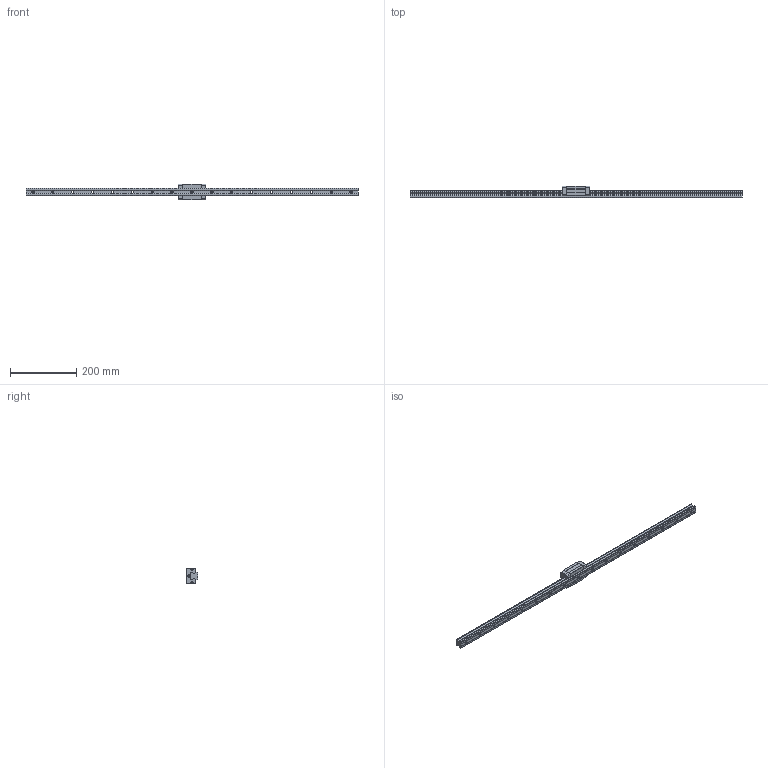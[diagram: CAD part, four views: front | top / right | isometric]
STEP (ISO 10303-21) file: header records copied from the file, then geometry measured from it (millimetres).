
FILE_DESCRIPTION(/* description */ ('GD25NA','CAx-IF Rec.Pracs.---Representation and Presentation of Product Manufacturing Information (PMI)---4.0---2014-10-13'),/* implementation_level */ '2;1');
FILE_NAME(/* name */ 'GD25NA.stp',/* time_stamp */ '2020-05-18T15:51:21+02:00',/* author */ ('marcw'),/* organization */ ('Almotion'),/* preprocessor_version */ 'ST-DEVELOPER v18.1',/* originating_system */ 'Autodesk Inventor 2020',/* authorisation */ ' ');
FILE_SCHEMA (('AP242_MANAGED_MODEL_BASED_3D_ENGINEERING_MIM_LF { 1 0 10303 442 1 1 4 }'));
Length unit declared in the file: millimetre
Products named in the file (3): GD25NA; Rail25; CarriageNA25
Assembly tree (2 placements, depth 2):
  GD25NA
    Rail25
    CarriageNA25
Bounding box: 1002 x 36 x 48 mm (x, y, z)
Volume: 509851.1 mm3; surface area: 123216.6 mm2
Topology: 4 solids, 4 shells, 228 faces, 643 edges, 440 vertices
Faces by surface type: plane 141, cylinder 50, cone 37
Full cylindrical faces by diameter (mm): 3.242 x4, 4.134 x2, 4.917 x4, 7 x17, 11 x17
Entity records: 7744 total; most frequent: CARTESIAN_POINT 1306, DIRECTION 1297, ORIENTED_EDGE 1266, EDGE_CURVE 633, VERTEX_POINT 440, LINE 435, VECTOR 435, AXIS2_PLACEMENT_3D 431
